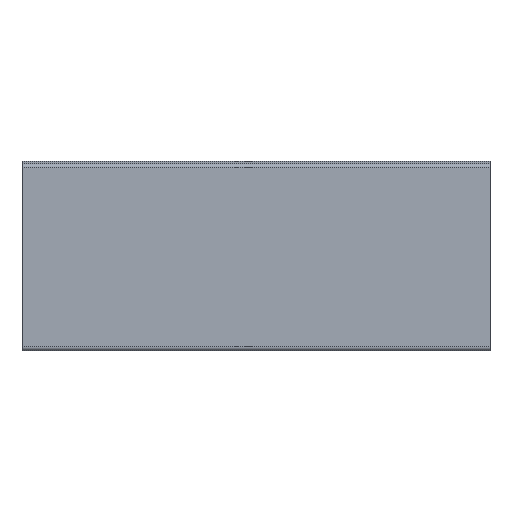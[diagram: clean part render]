
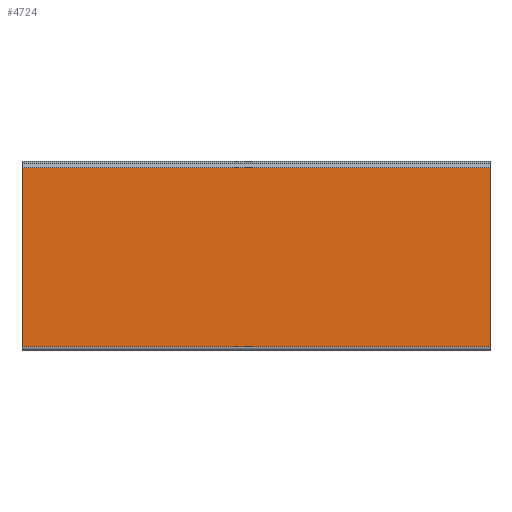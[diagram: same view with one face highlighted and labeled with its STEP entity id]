
A CAD part, left-side view. The second image highlights one B-rep face of the part: STEP entity #4724.
In plain terms, the highlighted planar face has unit normal (-1, 0, 0).
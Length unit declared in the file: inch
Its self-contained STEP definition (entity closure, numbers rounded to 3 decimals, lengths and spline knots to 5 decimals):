
#11 = ORIENTED_EDGE ( 'NONE', *, *, #3543, .T. ) ;
#181 = VECTOR ( 'NONE', #4238, 39.37008 ) ;
#238 = LINE ( 'NONE', #3741, #6479 ) ;
#365 = CARTESIAN_POINT ( 'NONE',  ( -5., 5., 0.086 ) ) ;
#504 = VERTEX_POINT ( 'NONE', #365 ) ;
#655 = CARTESIAN_POINT ( 'NONE',  ( -5., -5., 0.086 ) ) ;
#693 = CARTESIAN_POINT ( 'NONE',  ( -5., -5., 3.914 ) ) ;
#1092 = VERTEX_POINT ( 'NONE', #5824 ) ;
#1233 = ORIENTED_EDGE ( 'NONE', *, *, #4294, .T. ) ;
#1481 = VECTOR ( 'NONE', #2760, 39.37008 ) ;
#1759 = VERTEX_POINT ( 'NONE', #655 ) ;
#1779 = DIRECTION ( 'NONE',  ( 0., 0., 1. ) ) ;
#1897 = ORIENTED_EDGE ( 'NONE', *, *, #6414, .F. ) ;
#2173 = LINE ( 'NONE', #693, #1481 ) ;
#2204 = PLANE ( 'NONE',  #3224 ) ;
#2240 = DIRECTION ( 'NONE',  ( 0., 0., -1. ) ) ;
#2261 = ORIENTED_EDGE ( 'NONE', *, *, #2840, .F. ) ;
#2266 = LINE ( 'NONE', #5728, #3026 ) ;
#2760 = DIRECTION ( 'NONE',  ( 0., -1., 0. ) ) ;
#2831 = CARTESIAN_POINT ( 'NONE',  ( -5., -5., 0.057 ) ) ;
#2840 = EDGE_CURVE ( 'NONE', #1759, #504, #2266, .T. ) ;
#2890 = VERTEX_POINT ( 'NONE', #4495 ) ;
#3026 = VECTOR ( 'NONE', #4260, 39.37008 ) ;
#3211 = DIRECTION ( 'NONE',  ( -1., 0., 0. ) ) ;
#3223 = LINE ( 'NONE', #2831, #181 ) ;
#3224 = AXIS2_PLACEMENT_3D ( 'NONE', #6320, #3211, #1779 ) ;
#3543 = EDGE_CURVE ( 'NONE', #1092, #504, #238, .T. ) ;
#3741 = CARTESIAN_POINT ( 'NONE',  ( -5., 5., 0.057 ) ) ;
#4238 = DIRECTION ( 'NONE',  ( 0., 0., 1. ) ) ;
#4260 = DIRECTION ( 'NONE',  ( 0., 1., 0. ) ) ;
#4294 = EDGE_CURVE ( 'NONE', #1759, #2890, #3223, .T. ) ;
#4302 = FACE_OUTER_BOUND ( 'NONE', #5355, .T. ) ;
#4495 = CARTESIAN_POINT ( 'NONE',  ( -5., -5., 3.914 ) ) ;
#4724 = ADVANCED_FACE ( 'NONE', ( #4302 ), #2204, .T. ) ;
#5355 = EDGE_LOOP ( 'NONE', ( #11, #2261, #1233, #1897 ) ) ;
#5728 = CARTESIAN_POINT ( 'NONE',  ( -5., -5., 0.086 ) ) ;
#5824 = CARTESIAN_POINT ( 'NONE',  ( -5., 5., 3.914 ) ) ;
#6320 = CARTESIAN_POINT ( 'NONE',  ( -5., 5., 0.047 ) ) ;
#6414 = EDGE_CURVE ( 'NONE', #1092, #2890, #2173, .T. ) ;
#6479 = VECTOR ( 'NONE', #2240, 39.37008 ) ;
